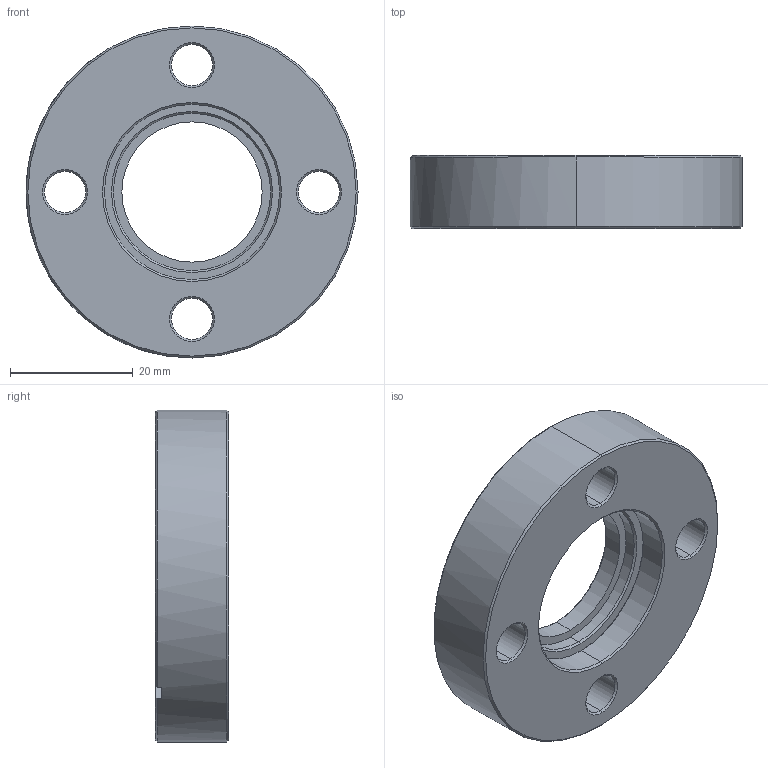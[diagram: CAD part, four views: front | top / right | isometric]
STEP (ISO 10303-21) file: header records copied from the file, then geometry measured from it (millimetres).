
FILE_DESCRIPTION (( 'STEP AP214' ), '1' );
FILE_NAME ('Hositrad_CF25-25R.STEP', '2013-09-02T08:11:23', ( '' ), ( '' ), 'SwSTEP 2.0', 'SolidWorks 2013', '' );
FILE_SCHEMA (( 'AUTOMOTIVE_DESIGN' ));
Length unit declared in the file: millimetre
Products named in the file (1): Hositrad_CF25-25R
Bounding box: 54 x 11.9 x 54 mm (x, y, z)
Volume: 18716.5 mm3; surface area: 8971.7 mm2
Topology: 2 solids, 2 shells, 62 faces, 139 edges, 82 vertices
Faces by surface type: cone 33, cylinder 20, plane 9
Entity records: 1793 total; most frequent: DIRECTION 340, CARTESIAN_POINT 290, ORIENTED_EDGE 278, AXIS2_PLACEMENT_3D 140, EDGE_CURVE 139, VERTEX_POINT 82, CIRCLE 77, EDGE_LOOP 75
